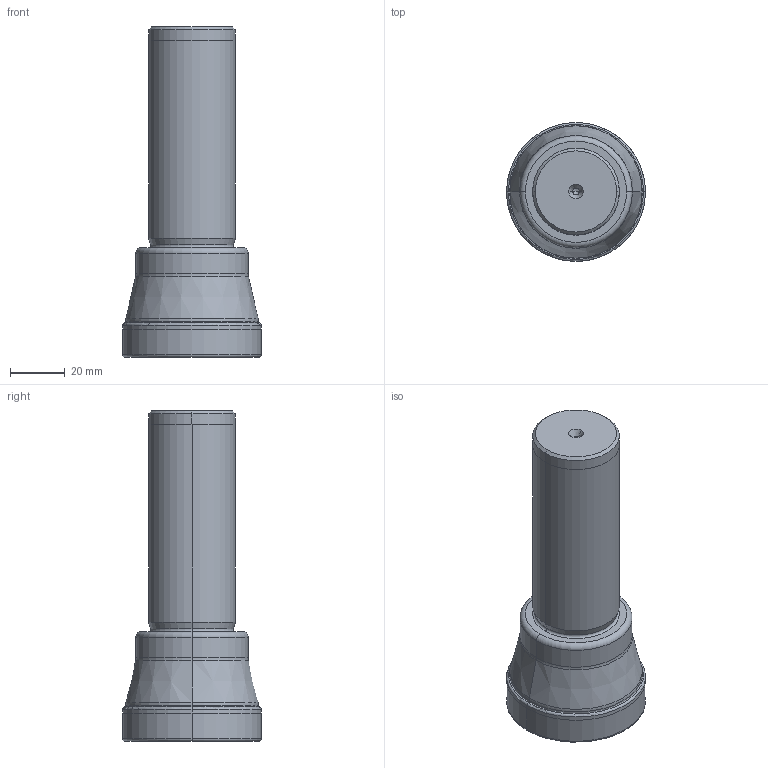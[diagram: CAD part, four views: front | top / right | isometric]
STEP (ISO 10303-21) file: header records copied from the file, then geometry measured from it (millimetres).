
FILE_DESCRIPTION(/* description */ (''),/* implementation_level */ '2;1');
FILE_NAME(/* name */ 'ASX400R324W20_IR0_031.stp',/* time_stamp */ '2025-07-03T15:23:37+09:00',/* author */ (''),/* organization */ (''),/* preprocessor_version */ 'ST-DEVELOPER v18.101',/* originating_system */ 'SIEMENS PLM Software NX 2011',/* authorisation */ '');
FILE_SCHEMA (('AUTOMOTIVE_DESIGN { 1 0 10303 214 3 1 1 1 }'));
Length unit declared in the file: millimetre
Products named in the file (1): ASX400R324W20_IR0_031_ASM
Bounding box: 50.8 x 50.8 x 120.65 mm (x, y, z)
Volume: 142214 mm3; surface area: 22520.8 mm2
Topology: 2 solids, 2 shells, 87 faces, 199 edges, 133 vertices
Faces by surface type: cone 40, torus 22, cylinder 18, plane 7
Entity records: 2597 total; most frequent: DIRECTION 495, CARTESIAN_POINT 465, ORIENTED_EDGE 360, AXIS2_PLACEMENT_3D 213, EDGE_CURVE 180, CIRCLE 118, VERTEX_POINT 102, EDGE_LOOP 94
